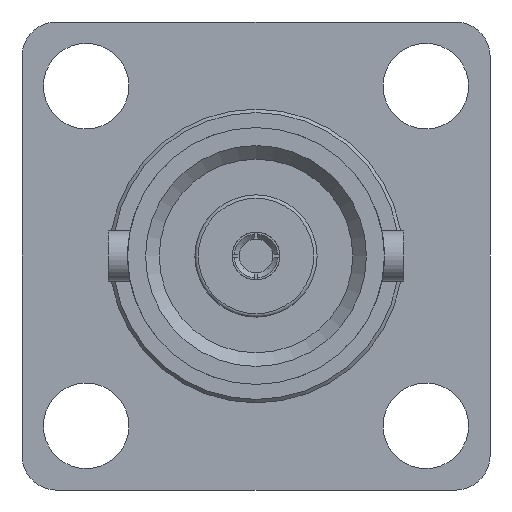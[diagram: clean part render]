
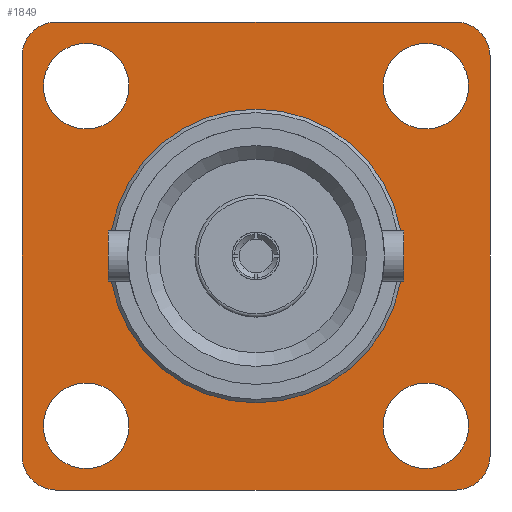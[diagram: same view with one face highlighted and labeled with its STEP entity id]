
A CAD part, left-side view. The second image highlights one B-rep face of the part: STEP entity #1849.
In plain terms, the highlighted planar face has unit normal (-1, 0, 0).
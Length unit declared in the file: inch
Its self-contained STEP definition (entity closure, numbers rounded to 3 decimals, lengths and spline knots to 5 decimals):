
#24 = AXIS2_PLACEMENT_3D ( 'NONE', #65, #1289, #76 ) ;
#40 = DIRECTION ( 'NONE',  ( -1., 0., 0. ) ) ;
#65 = CARTESIAN_POINT ( 'NONE',  ( 0.63, 0., 0. ) ) ;
#76 = DIRECTION ( 'NONE',  ( 0., 0., -1. ) ) ;
#86 = DIRECTION ( 'NONE',  ( -1., 0., 0. ) ) ;
#123 = LINE ( 'NONE', #1896, #1529 ) ;
#130 = CIRCLE ( 'NONE', #1059, 0.05 ) ;
#139 = DIRECTION ( 'NONE',  ( -1., 0., 0. ) ) ;
#185 = DIRECTION ( 'NONE',  ( -1., 0., 0. ) ) ;
#192 = LINE ( 'NONE', #518, #1005 ) ;
#220 = PLANE ( 'NONE',  #1940 ) ;
#241 = VERTEX_POINT ( 'NONE', #602 ) ;
#255 = DIRECTION ( 'NONE',  ( 0., 0., 1. ) ) ;
#262 = VERTEX_POINT ( 'NONE', #971 ) ;
#271 = CARTESIAN_POINT ( 'NONE',  ( 0.63, 0.25, 0.313 ) ) ;
#290 = VERTEX_POINT ( 'NONE', #798 ) ;
#293 = EDGE_CURVE ( 'NONE', #1501, #637, #1589, .T. ) ;
#299 = VERTEX_POINT ( 'NONE', #1190 ) ;
#306 = DIRECTION ( 'NONE',  ( 0., 1., 0. ) ) ;
#311 = CIRCLE ( 'NONE', #1100, 0.063 ) ;
#314 = VECTOR ( 'NONE', #1351, 39.37008 ) ;
#326 = CARTESIAN_POINT ( 'NONE',  ( 0.63, -0.34449, -0.29449 ) ) ;
#360 = DIRECTION ( 'NONE',  ( -1., 0., 0. ) ) ;
#395 = ORIENTED_EDGE ( 'NONE', *, *, #1601, .F. ) ;
#398 = FACE_BOUND ( 'NONE', #1937, .T. ) ;
#430 = EDGE_CURVE ( 'NONE', #241, #299, #2115, .T. ) ;
#449 = AXIS2_PLACEMENT_3D ( 'NONE', #1432, #1088, #1790 ) ;
#479 = VERTEX_POINT ( 'NONE', #1247 ) ;
#486 = DIRECTION ( 'NONE',  ( 0., 0., 1. ) ) ;
#518 = CARTESIAN_POINT ( 'NONE',  ( 0.63, 0.34449, -0.34449 ) ) ;
#546 = CARTESIAN_POINT ( 'NONE',  ( 0.63, -0.25, 0.25 ) ) ;
#555 = CARTESIAN_POINT ( 'NONE',  ( 0.63, 0.29449, -0.34449 ) ) ;
#576 = DIRECTION ( 'NONE',  ( 0., -1., 0. ) ) ;
#583 = FACE_BOUND ( 'NONE', #1915, .T. ) ;
#587 = CARTESIAN_POINT ( 'NONE',  ( 0.63, -0.34449, -0.34449 ) ) ;
#601 = FACE_BOUND ( 'NONE', #1449, .T. ) ;
#602 = CARTESIAN_POINT ( 'NONE',  ( 0.63, -0.34449, 0.29449 ) ) ;
#608 = EDGE_CURVE ( 'NONE', #1946, #619, #1741, .T. ) ;
#619 = VERTEX_POINT ( 'NONE', #826 ) ;
#627 = ORIENTED_EDGE ( 'NONE', *, *, #2012, .T. ) ;
#637 = VERTEX_POINT ( 'NONE', #326 ) ;
#659 = CARTESIAN_POINT ( 'NONE',  ( 0.63, -0.29449, -0.29449 ) ) ;
#745 = CARTESIAN_POINT ( 'NONE',  ( 0.63, 0.25, -0.25 ) ) ;
#759 = DIRECTION ( 'NONE',  ( -1., 0., 0. ) ) ;
#770 = DIRECTION ( 'NONE',  ( 0., 0., 1. ) ) ;
#777 = DIRECTION ( 'NONE',  ( 0., 0., 1. ) ) ;
#789 = FACE_OUTER_BOUND ( 'NONE', #1197, .T. ) ;
#798 = CARTESIAN_POINT ( 'NONE',  ( 0.63, 0.25, -0.187 ) ) ;
#826 = CARTESIAN_POINT ( 'NONE',  ( 0.63, 0.34449, 0.29449 ) ) ;
#878 = ORIENTED_EDGE ( 'NONE', *, *, #2121, .T. ) ;
#934 = AXIS2_PLACEMENT_3D ( 'NONE', #2126, #185, #1367 ) ;
#955 = EDGE_CURVE ( 'NONE', #290, #290, #2266, .T. ) ;
#963 = VERTEX_POINT ( 'NONE', #271 ) ;
#971 = CARTESIAN_POINT ( 'NONE',  ( 0.63, -0.25, -0.187 ) ) ;
#983 = VERTEX_POINT ( 'NONE', #1705 ) ;
#1005 = VECTOR ( 'NONE', #1555, 39.37008 ) ;
#1014 = LINE ( 'NONE', #1709, #314 ) ;
#1059 = AXIS2_PLACEMENT_3D ( 'NONE', #1993, #86, #777 ) ;
#1071 = DIRECTION ( 'NONE',  ( 0., 0., 1. ) ) ;
#1088 = DIRECTION ( 'NONE',  ( -1., 0., 0. ) ) ;
#1100 = AXIS2_PLACEMENT_3D ( 'NONE', #1140, #1842, #255 ) ;
#1137 = VECTOR ( 'NONE', #576, 39.37008 ) ;
#1140 = CARTESIAN_POINT ( 'NONE',  ( 0.63, 0.25, 0.25 ) ) ;
#1150 = EDGE_CURVE ( 'NONE', #1445, #1501, #2166, .T. ) ;
#1176 = CARTESIAN_POINT ( 'NONE',  ( 0.63, 0.29449, 0.34449 ) ) ;
#1190 = CARTESIAN_POINT ( 'NONE',  ( 0.63, -0.29449, 0.34449 ) ) ;
#1197 = EDGE_LOOP ( 'NONE', ( #1526, #1562, #627, #1376, #1394, #1255, #878, #2239 ) ) ;
#1229 = ORIENTED_EDGE ( 'NONE', *, *, #1951, .F. ) ;
#1247 = CARTESIAN_POINT ( 'NONE',  ( 0.63, 0.34449, -0.29449 ) ) ;
#1255 = ORIENTED_EDGE ( 'NONE', *, *, #608, .T. ) ;
#1283 = AXIS2_PLACEMENT_3D ( 'NONE', #1693, #1855, #486 ) ;
#1289 = DIRECTION ( 'NONE',  ( 1., 0., 0. ) ) ;
#1351 = DIRECTION ( 'NONE',  ( 0., 0., 1. ) ) ;
#1367 = DIRECTION ( 'NONE',  ( 0., 0., 1. ) ) ;
#1370 = ORIENTED_EDGE ( 'NONE', *, *, #955, .F. ) ;
#1376 = ORIENTED_EDGE ( 'NONE', *, *, #430, .T. ) ;
#1382 = AXIS2_PLACEMENT_3D ( 'NONE', #745, #759, #770 ) ;
#1394 = ORIENTED_EDGE ( 'NONE', *, *, #2048, .T. ) ;
#1432 = CARTESIAN_POINT ( 'NONE',  ( 0.63, 0.29449, 0.29449 ) ) ;
#1445 = VERTEX_POINT ( 'NONE', #555 ) ;
#1449 = EDGE_LOOP ( 'NONE', ( #1370 ) ) ;
#1450 = FACE_BOUND ( 'NONE', #1729, .T. ) ;
#1472 = DIRECTION ( 'NONE',  ( 0., 0., 1. ) ) ;
#1501 = VERTEX_POINT ( 'NONE', #1692 ) ;
#1526 = ORIENTED_EDGE ( 'NONE', *, *, #1150, .T. ) ;
#1529 = VECTOR ( 'NONE', #306, 39.37008 ) ;
#1555 = DIRECTION ( 'NONE',  ( 0., 0., -1. ) ) ;
#1562 = ORIENTED_EDGE ( 'NONE', *, *, #293, .T. ) ;
#1589 = CIRCLE ( 'NONE', #1825, 0.05 ) ;
#1601 = EDGE_CURVE ( 'NONE', #963, #963, #311, .T. ) ;
#1643 = FACE_BOUND ( 'NONE', #2211, .T. ) ;
#1681 = CIRCLE ( 'NONE', #1283, 0.063 ) ;
#1692 = CARTESIAN_POINT ( 'NONE',  ( 0.63, -0.29449, -0.34449 ) ) ;
#1693 = CARTESIAN_POINT ( 'NONE',  ( 0.63, -0.25, -0.25 ) ) ;
#1702 = EDGE_CURVE ( 'NONE', #983, #983, #2019, .T. ) ;
#1705 = CARTESIAN_POINT ( 'NONE',  ( 0.63, -0.25, 0.313 ) ) ;
#1709 = CARTESIAN_POINT ( 'NONE',  ( 0.63, -0.34449, -0.34449 ) ) ;
#1710 = DIRECTION ( 'NONE',  ( 0., 0., 1. ) ) ;
#1717 = AXIS2_PLACEMENT_3D ( 'NONE', #546, #360, #1071 ) ;
#1729 = EDGE_LOOP ( 'NONE', ( #395 ) ) ;
#1741 = CIRCLE ( 'NONE', #449, 0.05 ) ;
#1790 = DIRECTION ( 'NONE',  ( 0., 0., 1. ) ) ;
#1825 = AXIS2_PLACEMENT_3D ( 'NONE', #659, #139, #1710 ) ;
#1842 = DIRECTION ( 'NONE',  ( -1., 0., 0. ) ) ;
#1843 = CARTESIAN_POINT ( 'NONE',  ( 0.63, 0.21616, 0. ) ) ;
#1849 = ADVANCED_FACE ( 'NONE', ( #583, #601, #398, #1643, #1450, #789 ), #220, .T. ) ;
#1850 = VERTEX_POINT ( 'NONE', #1872 ) ;
#1855 = DIRECTION ( 'NONE',  ( -1., 0., 0. ) ) ;
#1860 = ORIENTED_EDGE ( 'NONE', *, *, #1702, .F. ) ;
#1872 = CARTESIAN_POINT ( 'NONE',  ( 0.63, 0., -0.21616 ) ) ;
#1876 = EDGE_CURVE ( 'NONE', #1850, #1850, #2238, .T. ) ;
#1896 = CARTESIAN_POINT ( 'NONE',  ( 0.63, -0.34449, 0.34449 ) ) ;
#1902 = EDGE_CURVE ( 'NONE', #479, #1445, #130, .T. ) ;
#1915 = EDGE_LOOP ( 'NONE', ( #2136 ) ) ;
#1937 = EDGE_LOOP ( 'NONE', ( #1229 ) ) ;
#1940 = AXIS2_PLACEMENT_3D ( 'NONE', #1843, #40, #1472 ) ;
#1946 = VERTEX_POINT ( 'NONE', #1176 ) ;
#1951 = EDGE_CURVE ( 'NONE', #262, #262, #1681, .T. ) ;
#1993 = CARTESIAN_POINT ( 'NONE',  ( 0.63, 0.29449, -0.29449 ) ) ;
#2012 = EDGE_CURVE ( 'NONE', #637, #241, #1014, .T. ) ;
#2019 = CIRCLE ( 'NONE', #1717, 0.063 ) ;
#2048 = EDGE_CURVE ( 'NONE', #299, #1946, #123, .T. ) ;
#2115 = CIRCLE ( 'NONE', #934, 0.05 ) ;
#2121 = EDGE_CURVE ( 'NONE', #619, #479, #192, .T. ) ;
#2126 = CARTESIAN_POINT ( 'NONE',  ( 0.63, -0.29449, 0.29449 ) ) ;
#2136 = ORIENTED_EDGE ( 'NONE', *, *, #1876, .T. ) ;
#2166 = LINE ( 'NONE', #587, #1137 ) ;
#2211 = EDGE_LOOP ( 'NONE', ( #1860 ) ) ;
#2238 = CIRCLE ( 'NONE', #24, 0.21616 ) ;
#2239 = ORIENTED_EDGE ( 'NONE', *, *, #1902, .T. ) ;
#2266 = CIRCLE ( 'NONE', #1382, 0.063 ) ;
